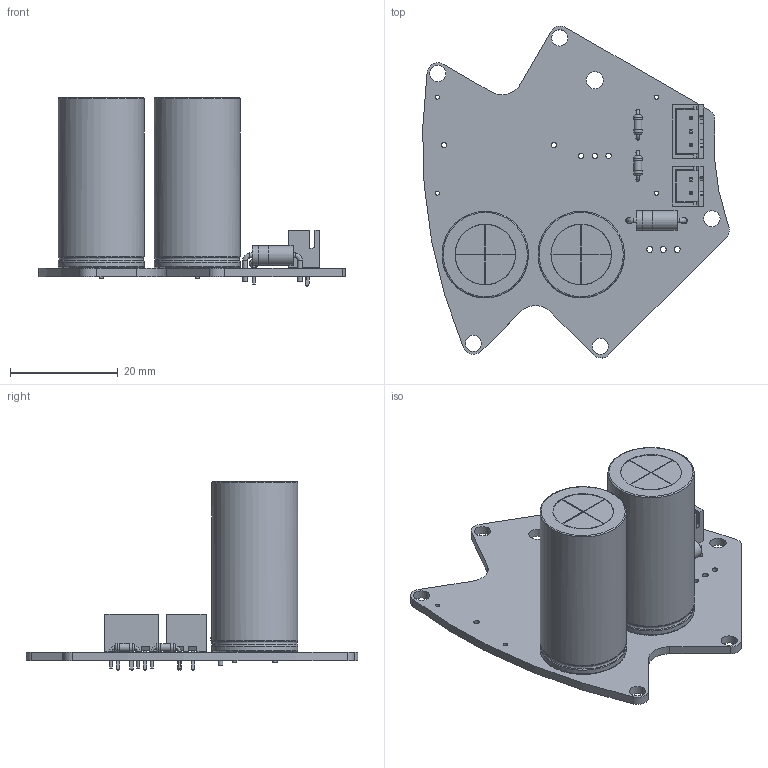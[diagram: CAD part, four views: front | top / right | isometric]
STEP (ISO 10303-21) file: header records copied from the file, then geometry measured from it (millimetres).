
FILE_DESCRIPTION(('KiCad electronic assembly'),'2;1');
FILE_NAME('kikker_PSU.step','2022-10-13T23:09:47',('Pcbnew'),('Kicad'), 'Open CASCADE STEP processor 7.6','KiCad to STEP converter','Unknown' );
FILE_SCHEMA(('AUTOMOTIVE_DESIGN { 1 0 10303 214 1 1 1 1 }'));
Length unit declared in the file: millimetre
Products named in the file (12): kikker_PSU 1; R_Axial_DIN0204_L3.6mm_D1.6mm_P5.08mm_Horizontal; SOLID; JST_XH_B2B-XH-A_1x02_P2.50mm_Vertical; D_DO-15_P10.16mm_Horizontal; JST_XH_B3B-XH-A_1x03_P2.50mm_Vertical; C_Radial_D16.0mm_H31.5mm_P7.50mm; kikker_PSU PCB
Assembly tree (13 placements, depth 3):
  kikker_PSU 1
    R_Axial_DIN0204_L3.6mm_D1.6mm_P5.08mm_Horizontal  x2
      SOLID
    JST_XH_B2B-XH-A_1x02_P2.50mm_Vertical
      SOLID
    D_DO-15_P10.16mm_Horizontal
      SOLID
    JST_XH_B3B-XH-A_1x03_P2.50mm_Vertical
      SOLID
    C_Radial_D16.0mm_H31.5mm_P7.50mm  x2
      SOLID
    kikker_PSU PCB
Bounding box: 56.84 x 61.52 x 34.9 mm (x, y, z)
Volume: 16978.3 mm3; surface area: 10900.3 mm2
Topology: 8 solids, 10 shells, 366 faces, 900 edges, 584 vertices
Faces by surface type: bspline 315, cylinder 43, plane 8
Full cylindrical faces by diameter (mm): 0.7 x4, 0.762 x4, 0.95 x3, 1 x11, 1.09 x3, 1.2 x2, 3 x5, 3.2 x1
Entity records: 22126 total; most frequent: CARTESIAN_POINT 8424, B_SPLINE_CURVE_WITH_KNOTS 1849, ORIENTED_EDGE 1618, PCURVE 1618, DEFINITIONAL_REPRESENTATION 1618, EDGE_CURVE 809, SURFACE_CURVE 746, DIRECTION 571
